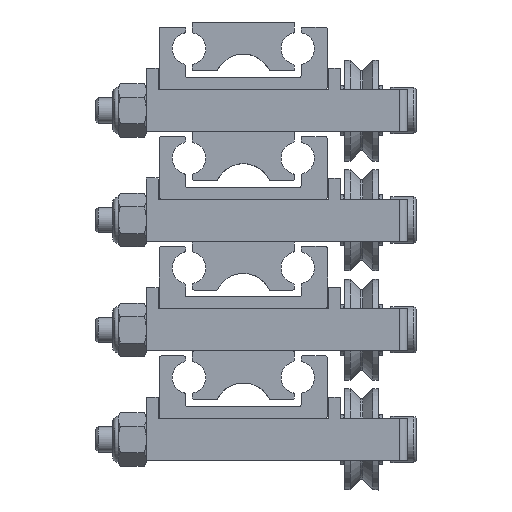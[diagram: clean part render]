
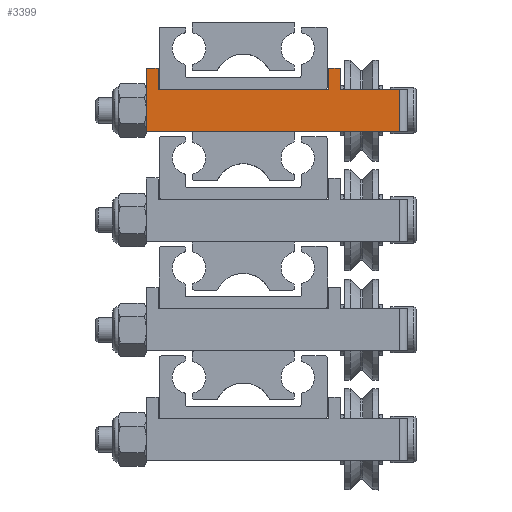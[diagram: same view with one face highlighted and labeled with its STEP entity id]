
A CAD part, left-side view. The second image highlights one B-rep face of the part: STEP entity #3399.
In plain terms, the highlighted planar face has unit normal (-1, 0, 0).
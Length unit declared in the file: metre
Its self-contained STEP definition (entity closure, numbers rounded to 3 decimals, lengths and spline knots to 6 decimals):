
#549=LINE('',#5313,#752);
#557=LINE('',#5340,#760);
#558=LINE('',#5344,#761);
#559=LINE('',#5347,#762);
#560=LINE('',#5349,#763);
#561=LINE('',#5350,#764);
#562=LINE('',#5352,#765);
#563=LINE('',#5354,#766);
#564=LINE('',#5356,#767);
#565=LINE('',#5357,#768);
#752=VECTOR('',#4215,1.);
#760=VECTOR('',#4239,1.);
#761=VECTOR('',#4244,1.);
#762=VECTOR('',#4245,1.);
#763=VECTOR('',#4246,1.);
#764=VECTOR('',#4247,1.);
#765=VECTOR('',#4248,1.);
#766=VECTOR('',#4249,1.);
#767=VECTOR('',#4250,1.);
#768=VECTOR('',#4251,1.);
#977=ORIENTED_EDGE('',*,*,#1836,.T.);
#978=ORIENTED_EDGE('',*,*,#1837,.F.);
#979=ORIENTED_EDGE('',*,*,#1838,.T.);
#980=ORIENTED_EDGE('',*,*,#1834,.F.);
#981=ORIENTED_EDGE('',*,*,#1839,.F.);
#982=ORIENTED_EDGE('',*,*,#1840,.F.);
#983=ORIENTED_EDGE('',*,*,#1841,.F.);
#984=ORIENTED_EDGE('',*,*,#1842,.T.);
#985=ORIENTED_EDGE('',*,*,#1821,.F.);
#986=ORIENTED_EDGE('',*,*,#1843,.F.);
#1821=EDGE_CURVE('',#2252,#2253,#549,.F.);
#1834=EDGE_CURVE('',#2262,#2259,#557,.T.);
#1836=EDGE_CURVE('',#2264,#2265,#558,.T.);
#1837=EDGE_CURVE('',#2266,#2265,#559,.T.);
#1838=EDGE_CURVE('',#2266,#2259,#560,.T.);
#1839=EDGE_CURVE('',#2267,#2262,#561,.T.);
#1840=EDGE_CURVE('',#2268,#2267,#562,.T.);
#1841=EDGE_CURVE('',#2269,#2268,#563,.T.);
#1842=EDGE_CURVE('',#2269,#2253,#564,.T.);
#1843=EDGE_CURVE('',#2264,#2252,#565,.T.);
#2252=VERTEX_POINT('',#5314);
#2253=VERTEX_POINT('',#5315);
#2259=VERTEX_POINT('',#5334);
#2262=VERTEX_POINT('',#5339);
#2264=VERTEX_POINT('',#5345);
#2265=VERTEX_POINT('',#5346);
#2266=VERTEX_POINT('',#5348);
#2267=VERTEX_POINT('',#5351);
#2268=VERTEX_POINT('',#5353);
#2269=VERTEX_POINT('',#5355);
#2717=EDGE_LOOP('',(#977,#978,#979,#980,#981,#982,#983,#984,#985,#986));
#3009=FACE_BOUND('',#2717,.T.);
#3295=PLANE('',#3760);
#3399=ADVANCED_FACE('',(#3009),#3295,.F.);
#3760=AXIS2_PLACEMENT_3D('',#5343,#4242,#4243);
#4215=DIRECTION('',(0.,0.,1.));
#4239=DIRECTION('',(0.,-1.,0.));
#4242=DIRECTION('',(1.,0.,0.));
#4243=DIRECTION('',(0.,0.,1.));
#4244=DIRECTION('',(0.,0.,1.));
#4245=DIRECTION('',(0.,-1.,0.));
#4246=DIRECTION('',(0.,0.,-1.));
#4247=DIRECTION('',(0.,0.,-1.));
#4248=DIRECTION('',(0.,-1.,0.));
#4249=DIRECTION('',(0.,0.,1.));
#4250=DIRECTION('',(0.,-1.,0.));
#4251=DIRECTION('',(0.,-1.,0.));
#5313=CARTESIAN_POINT('',(-0.04675,-0.018534,-0.005));
#5314=CARTESIAN_POINT('',(-0.04675,-0.018534,0.));
#5315=CARTESIAN_POINT('',(-0.04675,-0.018534,-0.005));
#5334=CARTESIAN_POINT('',(-0.04675,-0.0101,0.));
#5339=CARTESIAN_POINT('',(-0.04675,0.0101,0.));
#5340=CARTESIAN_POINT('',(-0.04675,0.,0.));
#5343=CARTESIAN_POINT('',(-0.04675,0.,-0.005));
#5344=CARTESIAN_POINT('',(-0.04675,-0.011513,0.00125));
#5345=CARTESIAN_POINT('',(-0.04675,-0.011513,0.));
#5346=CARTESIAN_POINT('',(-0.04675,-0.011513,0.0025));
#5347=CARTESIAN_POINT('',(-0.04675,0.,0.0025));
#5348=CARTESIAN_POINT('',(-0.04675,-0.0101,0.0025));
#5349=CARTESIAN_POINT('',(-0.04675,-0.0101,-0.005));
#5350=CARTESIAN_POINT('',(-0.04675,0.0101,-0.005));
#5351=CARTESIAN_POINT('',(-0.04675,0.0101,0.0025));
#5352=CARTESIAN_POINT('',(-0.04675,0.,0.0025));
#5353=CARTESIAN_POINT('',(-0.04675,0.0115,0.0025));
#5354=CARTESIAN_POINT('',(-0.04675,0.0115,-0.005));
#5355=CARTESIAN_POINT('',(-0.04675,0.0115,-0.005));
#5356=CARTESIAN_POINT('',(-0.04675,0.,-0.005));
#5357=CARTESIAN_POINT('',(-0.04675,-0.011511,0.));
